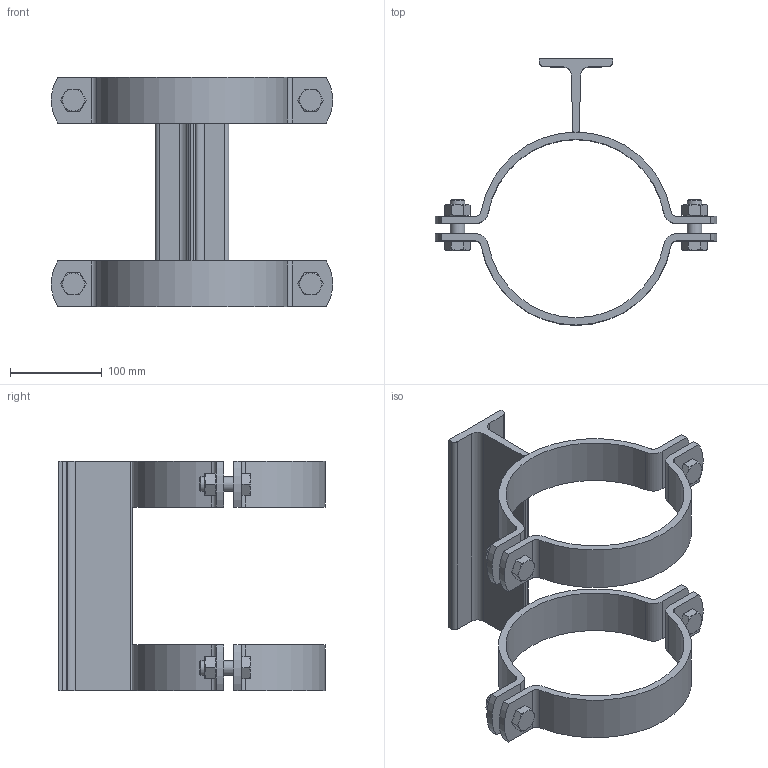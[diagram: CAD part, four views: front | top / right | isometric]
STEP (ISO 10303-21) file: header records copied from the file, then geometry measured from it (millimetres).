
FILE_DESCRIPTION((''),'2;1');
FILE_NAME('116948.stp','2010-04-08T08:43:18',('DMK009'),(''),'Autodesk Inventor 2010','Autodesk Inventor 2010','');
FILE_SCHEMA(('AUTOMOTIVE_DESIGN { 1 0 10303 214 1 1 1 1 }'));
Length unit declared in the file: millimetre
Products named in the file (1): 116948
Bounding box: 306 x 290 x 250 mm (x, y, z)
Volume: 1022545.9 mm3; surface area: 280698.2 mm2
Topology: 3 solids, 3 shells, 218 faces, 518 edges, 332 vertices
Faces by surface type: plane 106, cylinder 56, cone 48, bspline 8
Full cylindrical faces by diameter (mm): 14.917 x4, 16 x8, 18 x4, 22 x4
Entity records: 6174 total; most frequent: CARTESIAN_POINT 1319, DIRECTION 954, ORIENTED_EDGE 912, EDGE_CURVE 456, AXIS2_PLACEMENT_3D 383, VERTEX_POINT 316, EDGE_LOOP 298, STYLED_ITEM 219
